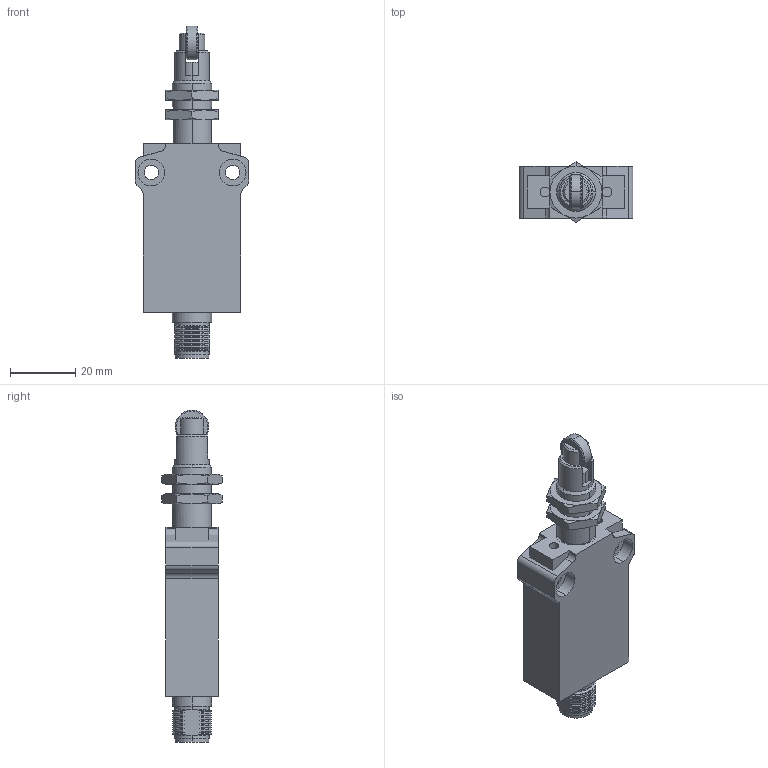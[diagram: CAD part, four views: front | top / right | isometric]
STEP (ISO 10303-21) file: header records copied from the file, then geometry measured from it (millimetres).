
FILE_DESCRIPTION (( 'STEP AP214' ), '1' );
FILE_NAME ('AEM2G2501Z11M.step', '2017-12-19T21:27:30', ( '' ), ( '' ), 'SwSTEP 2.0', 'SolidWorks 2017', '' );
FILE_SCHEMA (( 'AUTOMOTIVE_DESIGN' ));
Length unit declared in the file: inch
Products named in the file (1): AEM2G2501Z11M
Bounding box: 35 x 18.48 x 102 mm (x, y, z)
Volume: 29246 mm3; surface area: 11657.7 mm2
Topology: 6 solids, 6 shells, 229 faces, 571 edges, 366 vertices
Faces by surface type: plane 82, cylinder 76, cone 71
Entity records: 10143 total; most frequent: CARTESIAN_POINT 1623, ORIENTED_EDGE 1142, DIRECTION 1137, EDGE_CURVE 571, AXIS2_PLACEMENT_3D 456, VERTEX_POINT 366, EDGE_LOOP 249, LENGTH_MEASURE_WITH_UNIT 237
